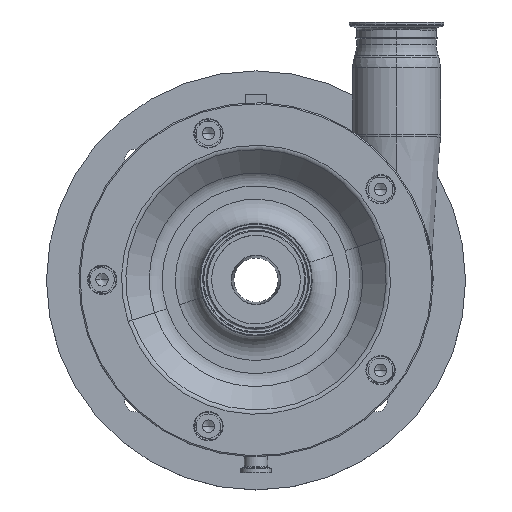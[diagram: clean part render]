
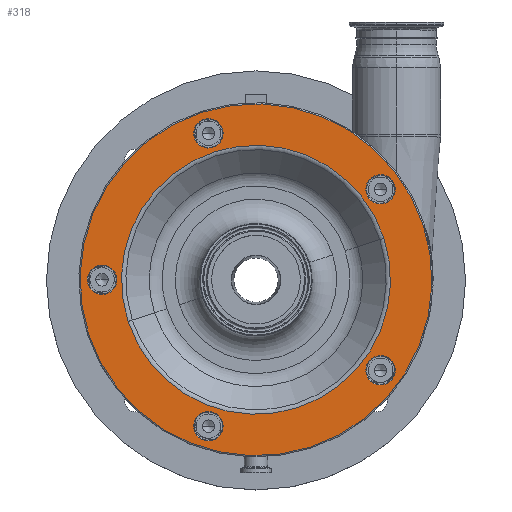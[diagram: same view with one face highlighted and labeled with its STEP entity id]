
A CAD part, top view. The second image highlights one B-rep face of the part: STEP entity #318.
In plain terms, the highlighted planar face has unit normal (0, 0, 1).
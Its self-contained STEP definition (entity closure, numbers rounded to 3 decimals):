
#111 = DIRECTION ( 'NONE',  ( 0., 0., 1. ) ) ;
#292 = CARTESIAN_POINT ( 'NONE',  ( -27.523, 123.541, 326.5 ) ) ;
#318 = ADVANCED_FACE ( 'NONE', ( #13978, #13021, #4534, #13789, #10159, #15780, #379 ), #8251, .F. ) ;
#375 = VERTEX_POINT ( 'NONE', #14675 ) ;
#379 = FACE_BOUND ( 'NONE', #11242, .T. ) ;
#487 = CIRCLE ( 'NONE', #15219, 110.071 ) ;
#710 = EDGE_CURVE ( 'NONE', #12148, #7462, #16766, .T. ) ;
#780 = CIRCLE ( 'NONE', #3140, 12. ) ;
#847 = AXIS2_PLACEMENT_3D ( 'NONE', #1258, #6900, #5526 ) ;
#1043 = AXIS2_PLACEMENT_3D ( 'NONE', #8217, #111, #16799 ) ;
#1076 = CARTESIAN_POINT ( 'NONE',  ( -104.684, -34.014, 326.5 ) ) ;
#1258 = CARTESIAN_POINT ( 'NONE',  ( 0., 0., 326.5 ) ) ;
#1400 = DIRECTION ( 'NONE',  ( 0., 0., 1. ) ) ;
#1568 = CARTESIAN_POINT ( 'NONE',  ( -38.936, 119.833, 326.5 ) ) ;
#1587 = CIRCLE ( 'NONE', #9254, 12. ) ;
#1609 = DIRECTION ( 'NONE',  ( 0., 0., 1. ) ) ;
#1701 = ORIENTED_EDGE ( 'NONE', *, *, #9521, .F. ) ;
#1850 = DIRECTION ( 'NONE',  ( 0., 0., 1. ) ) ;
#2208 = ORIENTED_EDGE ( 'NONE', *, *, #3294, .F. ) ;
#2428 = CIRCLE ( 'NONE', #6870, 12. ) ;
#2448 = CIRCLE ( 'NONE', #14831, 144. ) ;
#2461 = CARTESIAN_POINT ( 'NONE',  ( -38.936, -119.833, 326.5 ) ) ;
#2524 = EDGE_CURVE ( 'NONE', #4414, #11834, #15113, .T. ) ;
#2681 = CIRCLE ( 'NONE', #13008, 144. ) ;
#2858 = EDGE_LOOP ( 'NONE', ( #13104, #10660 ) ) ;
#3140 = AXIS2_PLACEMENT_3D ( 'NONE', #16846, #15355, #15451 ) ;
#3294 = EDGE_CURVE ( 'NONE', #6798, #13820, #780, .T. ) ;
#3334 = CARTESIAN_POINT ( 'NONE',  ( -114.587, 3.708, 326.5 ) ) ;
#3412 = AXIS2_PLACEMENT_3D ( 'NONE', #1568, #12459, #4165 ) ;
#3444 = DIRECTION ( 'NONE',  ( 0., 0., 1. ) ) ;
#3815 = CARTESIAN_POINT ( 'NONE',  ( -27.523, -116.125, 326.5 ) ) ;
#3977 = EDGE_CURVE ( 'NONE', #7406, #15996, #2448, .T. ) ;
#4052 = ORIENTED_EDGE ( 'NONE', *, *, #4734, .F. ) ;
#4084 = CARTESIAN_POINT ( 'NONE',  ( -50.349, 116.125, 326.5 ) ) ;
#4165 = DIRECTION ( 'NONE',  ( 0.951, 0.309, 0. ) ) ;
#4317 = CARTESIAN_POINT ( 'NONE',  ( 136.952, 44.498, 326.5 ) ) ;
#4414 = VERTEX_POINT ( 'NONE', #13465 ) ;
#4532 = CARTESIAN_POINT ( 'NONE',  ( 0., 0., 326.5 ) ) ;
#4534 = FACE_BOUND ( 'NONE', #11219, .T. ) ;
#4734 = EDGE_CURVE ( 'NONE', #375, #5041, #16656, .T. ) ;
#4884 = CIRCLE ( 'NONE', #14320, 12. ) ;
#5041 = VERTEX_POINT ( 'NONE', #11537 ) ;
#5196 = DIRECTION ( 'NONE',  ( 0.951, 0.309, 0. ) ) ;
#5281 = DIRECTION ( 'NONE',  ( 0.951, 0.309, 0. ) ) ;
#5459 = CARTESIAN_POINT ( 'NONE',  ( 101.936, 74.061, 326.5 ) ) ;
#5526 = DIRECTION ( 'NONE',  ( 0.951, 0.309, 0. ) ) ;
#5982 = DIRECTION ( 'NONE',  ( 0., 0., 1. ) ) ;
#6204 = DIRECTION ( 'NONE',  ( 0.951, 0.309, 0. ) ) ;
#6664 = CIRCLE ( 'NONE', #3412, 12. ) ;
#6720 = ORIENTED_EDGE ( 'NONE', *, *, #13808, .F. ) ;
#6798 = VERTEX_POINT ( 'NONE', #17550 ) ;
#6843 = DIRECTION ( 'NONE',  ( 0.951, 0.309, 0. ) ) ;
#6851 = VERTEX_POINT ( 'NONE', #4084 ) ;
#6870 = AXIS2_PLACEMENT_3D ( 'NONE', #12504, #1609, #11489 ) ;
#6874 = DIRECTION ( 'NONE',  ( -0.951, -0.309, 0. ) ) ;
#6877 = ORIENTED_EDGE ( 'NONE', *, *, #2524, .F. ) ;
#6900 = DIRECTION ( 'NONE',  ( 0., 0., 1. ) ) ;
#6908 = ORIENTED_EDGE ( 'NONE', *, *, #11895, .F. ) ;
#7282 = CARTESIAN_POINT ( 'NONE',  ( 101.936, -74.061, 326.5 ) ) ;
#7406 = VERTEX_POINT ( 'NONE', #4317 ) ;
#7462 = VERTEX_POINT ( 'NONE', #13147 ) ;
#7771 = CARTESIAN_POINT ( 'NONE',  ( -126., 0., 326.5 ) ) ;
#7956 = AXIS2_PLACEMENT_3D ( 'NONE', #17272, #13877, #6874 ) ;
#8128 = DIRECTION ( 'NONE',  ( 0.951, 0.309, 0. ) ) ;
#8217 = CARTESIAN_POINT ( 'NONE',  ( -38.936, -119.833, 326.5 ) ) ;
#8251 = PLANE ( 'NONE',  #7956 ) ;
#8269 = EDGE_CURVE ( 'NONE', #7462, #12148, #487, .T. ) ;
#8735 = EDGE_CURVE ( 'NONE', #6851, #17271, #2428, .T. ) ;
#8895 = EDGE_LOOP ( 'NONE', ( #6908, #4052 ) ) ;
#9013 = CIRCLE ( 'NONE', #1043, 12. ) ;
#9254 = AXIS2_PLACEMENT_3D ( 'NONE', #11619, #15934, #10140 ) ;
#9340 = CARTESIAN_POINT ( 'NONE',  ( 0., 0., 326.5 ) ) ;
#9433 = DIRECTION ( 'NONE',  ( 0., 0., 1. ) ) ;
#9521 = EDGE_CURVE ( 'NONE', #11834, #4414, #1587, .T. ) ;
#9707 = CARTESIAN_POINT ( 'NONE',  ( -50.349, -123.541, 326.5 ) ) ;
#10140 = DIRECTION ( 'NONE',  ( 0.951, 0.309, 0. ) ) ;
#10159 = FACE_BOUND ( 'NONE', #2858, .T. ) ;
#10267 = EDGE_CURVE ( 'NONE', #16511, #17079, #9013, .T. ) ;
#10393 = EDGE_LOOP ( 'NONE', ( #2208, #14544 ) ) ;
#10550 = EDGE_CURVE ( 'NONE', #17079, #16511, #12265, .T. ) ;
#10660 = ORIENTED_EDGE ( 'NONE', *, *, #710, .F. ) ;
#10688 = DIRECTION ( 'NONE',  ( 0., 0., 1. ) ) ;
#10992 = CARTESIAN_POINT ( 'NONE',  ( 0., 0., 326.5 ) ) ;
#11219 = EDGE_LOOP ( 'NONE', ( #16065, #17689 ) ) ;
#11242 = EDGE_LOOP ( 'NONE', ( #1701, #6877 ) ) ;
#11489 = DIRECTION ( 'NONE',  ( 0.951, 0.309, 0. ) ) ;
#11537 = CARTESIAN_POINT ( 'NONE',  ( 113.349, -70.353, 326.5 ) ) ;
#11603 = DIRECTION ( 'NONE',  ( 0.951, 0.309, 0. ) ) ;
#11619 = CARTESIAN_POINT ( 'NONE',  ( -126., 0., 326.5 ) ) ;
#11643 = ORIENTED_EDGE ( 'NONE', *, *, #8735, .F. ) ;
#11834 = VERTEX_POINT ( 'NONE', #3334 ) ;
#11895 = EDGE_CURVE ( 'NONE', #5041, #375, #11949, .T. ) ;
#11918 = EDGE_CURVE ( 'NONE', #13820, #6798, #4884, .T. ) ;
#11949 = CIRCLE ( 'NONE', #17836, 12. ) ;
#11990 = ORIENTED_EDGE ( 'NONE', *, *, #18169, .T. ) ;
#12079 = DIRECTION ( 'NONE',  ( 0.951, 0.309, 0. ) ) ;
#12148 = VERTEX_POINT ( 'NONE', #1076 ) ;
#12265 = CIRCLE ( 'NONE', #17567, 12. ) ;
#12386 = ORIENTED_EDGE ( 'NONE', *, *, #3977, .T. ) ;
#12459 = DIRECTION ( 'NONE',  ( 0., 0., 1. ) ) ;
#12504 = CARTESIAN_POINT ( 'NONE',  ( -38.936, 119.833, 326.5 ) ) ;
#12565 = CARTESIAN_POINT ( 'NONE',  ( 101.936, -74.061, 326.5 ) ) ;
#13008 = AXIS2_PLACEMENT_3D ( 'NONE', #10992, #9433, #5281 ) ;
#13021 = FACE_BOUND ( 'NONE', #8895, .T. ) ;
#13104 = ORIENTED_EDGE ( 'NONE', *, *, #8269, .F. ) ;
#13147 = CARTESIAN_POINT ( 'NONE',  ( 104.684, 34.014, 326.5 ) ) ;
#13197 = DIRECTION ( 'NONE',  ( 0.951, 0.309, 0. ) ) ;
#13465 = CARTESIAN_POINT ( 'NONE',  ( -137.413, -3.708, 326.5 ) ) ;
#13789 = FACE_BOUND ( 'NONE', #17464, .T. ) ;
#13808 = EDGE_CURVE ( 'NONE', #17271, #6851, #6664, .T. ) ;
#13820 = VERTEX_POINT ( 'NONE', #15501 ) ;
#13877 = DIRECTION ( 'NONE',  ( 0., 0., -1. ) ) ;
#13978 = FACE_BOUND ( 'NONE', #10393, .T. ) ;
#14320 = AXIS2_PLACEMENT_3D ( 'NONE', #5459, #15321, #8128 ) ;
#14544 = ORIENTED_EDGE ( 'NONE', *, *, #11918, .F. ) ;
#14675 = CARTESIAN_POINT ( 'NONE',  ( 90.523, -77.769, 326.5 ) ) ;
#14831 = AXIS2_PLACEMENT_3D ( 'NONE', #9340, #14957, #6204 ) ;
#14957 = DIRECTION ( 'NONE',  ( 0., 0., 1. ) ) ;
#15113 = CIRCLE ( 'NONE', #17481, 12. ) ;
#15219 = AXIS2_PLACEMENT_3D ( 'NONE', #4532, #1850, #13197 ) ;
#15321 = DIRECTION ( 'NONE',  ( 0., 0., 1. ) ) ;
#15355 = DIRECTION ( 'NONE',  ( 0., 0., 1. ) ) ;
#15451 = DIRECTION ( 'NONE',  ( 0.951, 0.309, 0. ) ) ;
#15501 = CARTESIAN_POINT ( 'NONE',  ( 90.523, 70.353, 326.5 ) ) ;
#15780 = FACE_OUTER_BOUND ( 'NONE', #16966, .T. ) ;
#15934 = DIRECTION ( 'NONE',  ( 0., 0., 1. ) ) ;
#15996 = VERTEX_POINT ( 'NONE', #16734 ) ;
#16065 = ORIENTED_EDGE ( 'NONE', *, *, #10550, .F. ) ;
#16511 = VERTEX_POINT ( 'NONE', #9707 ) ;
#16656 = CIRCLE ( 'NONE', #18140, 12. ) ;
#16734 = CARTESIAN_POINT ( 'NONE',  ( -136.952, -44.498, 326.5 ) ) ;
#16766 = CIRCLE ( 'NONE', #847, 110.071 ) ;
#16799 = DIRECTION ( 'NONE',  ( 0.951, 0.309, 0. ) ) ;
#16846 = CARTESIAN_POINT ( 'NONE',  ( 101.936, 74.061, 326.5 ) ) ;
#16966 = EDGE_LOOP ( 'NONE', ( #12386, #11990 ) ) ;
#17079 = VERTEX_POINT ( 'NONE', #3815 ) ;
#17271 = VERTEX_POINT ( 'NONE', #292 ) ;
#17272 = CARTESIAN_POINT ( 'NONE',  ( -44.498, 136.952, 326.5 ) ) ;
#17464 = EDGE_LOOP ( 'NONE', ( #6720, #11643 ) ) ;
#17481 = AXIS2_PLACEMENT_3D ( 'NONE', #7771, #3444, #5196 ) ;
#17550 = CARTESIAN_POINT ( 'NONE',  ( 113.349, 77.769, 326.5 ) ) ;
#17567 = AXIS2_PLACEMENT_3D ( 'NONE', #2461, #10688, #12079 ) ;
#17689 = ORIENTED_EDGE ( 'NONE', *, *, #10267, .F. ) ;
#17836 = AXIS2_PLACEMENT_3D ( 'NONE', #12565, #1400, #6843 ) ;
#18140 = AXIS2_PLACEMENT_3D ( 'NONE', #7282, #5982, #11603 ) ;
#18169 = EDGE_CURVE ( 'NONE', #15996, #7406, #2681, .T. ) ;
